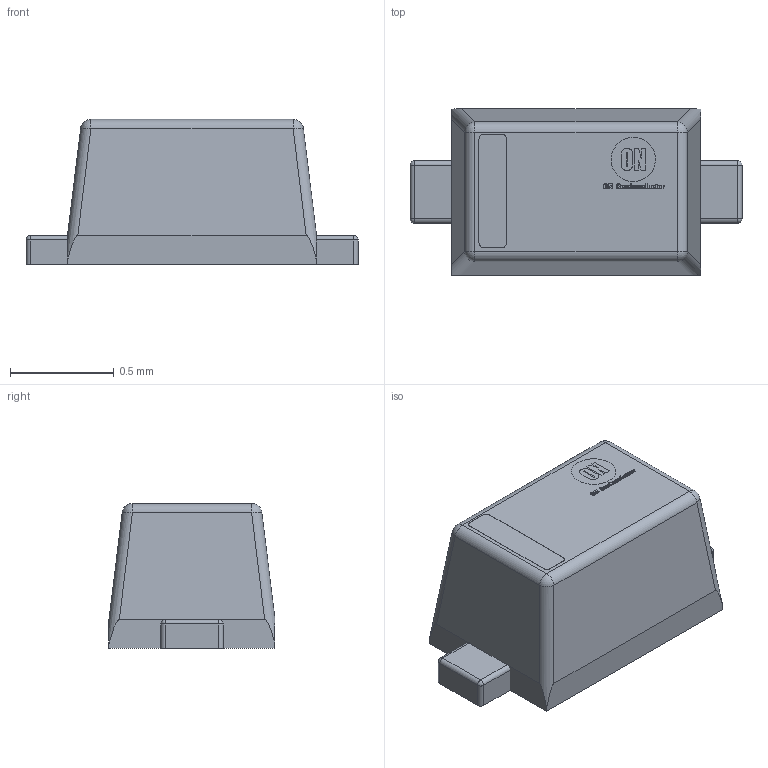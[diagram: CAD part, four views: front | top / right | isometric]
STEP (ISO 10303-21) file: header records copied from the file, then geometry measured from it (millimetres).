
FILE_DESCRIPTION(/* description */ (''),/* implementation_level */ '2;1');
FILE_NAME(/* name */ '1.stp',/* time_stamp */ '2019-11-21T14:17:46+02:00',/* author */ ('Karem'),/* organization */ (''),/* preprocessor_version */ 'ST-DEVELOPER v15.6',/* originating_system */ 'Autodesk Inventor 2015',/* authorisation */ '');
FILE_SCHEMA (('AUTOMOTIVE_DESIGN { 1 0 10303 214 3 1 1 }'));
Products named in the file (7): 1; 2; 4; On-Semi Yury adjustable; On-Semi Yury adjustable - Copy; On-Semi Logo Assemply
Bounding box: 1.6 x 0.8 x 0.7 mm (x, y, z)
Volume: 0.6 mm3; surface area: 5.1 mm2
Topology: 22 solids, 22 shells, 405 faces, 1059 edges, 698 vertices
Faces by surface type: bspline 197, plane 178, cylinder 22, sphere 8
Entity records: 16796 total; most frequent: CARTESIAN_POINT 7972, ORIENTED_EDGE 2118, DIRECTION 1155, EDGE_CURVE 1059, VERTEX_POINT 698, LINE 617, VECTOR 617, EDGE_LOOP 419
